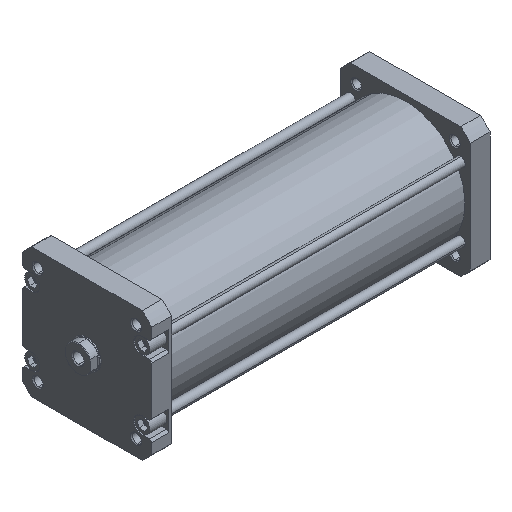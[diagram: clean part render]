
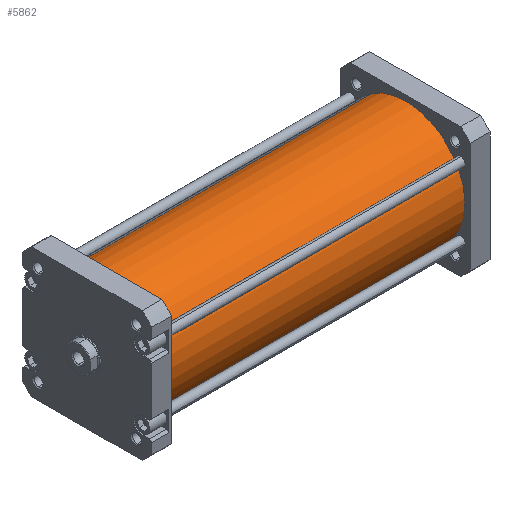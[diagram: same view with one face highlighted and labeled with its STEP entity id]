
A CAD part, isometric view. The second image highlights one B-rep face of the part: STEP entity #5862.
In plain terms, the highlighted cylindrical face has radius 66.5 mm (diameter 133 mm), a partial arc.
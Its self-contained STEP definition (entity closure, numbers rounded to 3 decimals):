
#382 = VECTOR ( 'NONE', #4834, 1000. ) ;
#384 = VECTOR ( 'NONE', #4839, 1000. ) ;
#404 = LINE ( 'NONE', #4821, #382 ) ;
#413 = LINE ( 'NONE', #4815, #384 ) ;
#429 = CIRCLE ( 'NONE', #3845, 66.5 ) ;
#435 = CIRCLE ( 'NONE', #3847, 66.5 ) ;
#894 = EDGE_CURVE ( 'NONE', #7315, #7377, #404, .T. ) ;
#896 = EDGE_CURVE ( 'NONE', #7375, #7373, #413, .T. ) ;
#899 = EDGE_CURVE ( 'NONE', #7375, #7315, #429, .T. ) ;
#901 = EDGE_CURVE ( 'NONE', #7373, #7377, #435, .T. ) ;
#1286 = CYLINDRICAL_SURFACE ( 'NONE', #3990, 66.5 ) ;
#1296 = FACE_OUTER_BOUND ( 'NONE', #6180, .T. ) ;
#3079 = CARTESIAN_POINT ( 'NONE',  ( 66.5, 0., 334. ) ) ;
#3137 = CARTESIAN_POINT ( 'NONE',  ( -66.5, 0., 0. ) ) ;
#3139 = CARTESIAN_POINT ( 'NONE',  ( -66.5, 0., 334. ) ) ;
#3141 = CARTESIAN_POINT ( 'NONE',  ( 66.5, 0., 0. ) ) ;
#3405 = ORIENTED_EDGE ( 'NONE', *, *, #894, .F. ) ;
#3406 = ORIENTED_EDGE ( 'NONE', *, *, #899, .F. ) ;
#3407 = ORIENTED_EDGE ( 'NONE', *, *, #896, .T. ) ;
#3408 = ORIENTED_EDGE ( 'NONE', *, *, #901, .T. ) ;
#3845 = AXIS2_PLACEMENT_3D ( 'NONE', #4846, #4848, #4849 ) ;
#3847 = AXIS2_PLACEMENT_3D ( 'NONE', #4847, #4854, #4855 ) ;
#3990 = AXIS2_PLACEMENT_3D ( 'NONE', #5750, #5743, #5742 ) ;
#4815 = CARTESIAN_POINT ( 'NONE',  ( -66.5, 0., 334. ) ) ;
#4821 = CARTESIAN_POINT ( 'NONE',  ( 66.5, 0., 334. ) ) ;
#4834 = DIRECTION ( 'NONE',  ( 0., 0., -1. ) ) ;
#4839 = DIRECTION ( 'NONE',  ( 0., 0., -1. ) ) ;
#4846 = CARTESIAN_POINT ( 'NONE',  ( 0., 0., 334. ) ) ;
#4847 = CARTESIAN_POINT ( 'NONE',  ( 0., 0., 0. ) ) ;
#4848 = DIRECTION ( 'NONE',  ( 0., 0., 1. ) ) ;
#4849 = DIRECTION ( 'NONE',  ( 1., 0., 0. ) ) ;
#4854 = DIRECTION ( 'NONE',  ( 0., 0., 1. ) ) ;
#4855 = DIRECTION ( 'NONE',  ( 1., 0., 0. ) ) ;
#5742 = DIRECTION ( 'NONE',  ( -1., 0., 0. ) ) ;
#5743 = DIRECTION ( 'NONE',  ( 0., 0., -1. ) ) ;
#5750 = CARTESIAN_POINT ( 'NONE',  ( 0., 0., 334. ) ) ;
#5862 = ADVANCED_FACE ( 'NONE', ( #1296 ), #1286, .T. ) ;
#6180 = EDGE_LOOP ( 'NONE', ( #3405, #3406, #3407, #3408 ) ) ;
#7315 = VERTEX_POINT ( 'NONE', #3079 ) ;
#7373 = VERTEX_POINT ( 'NONE', #3137 ) ;
#7375 = VERTEX_POINT ( 'NONE', #3139 ) ;
#7377 = VERTEX_POINT ( 'NONE', #3141 ) ;
